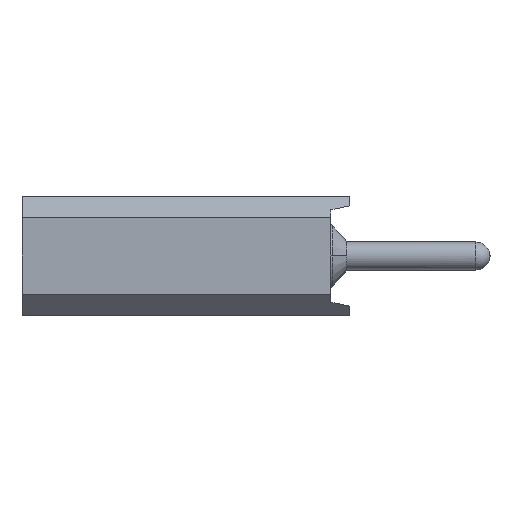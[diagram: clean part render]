
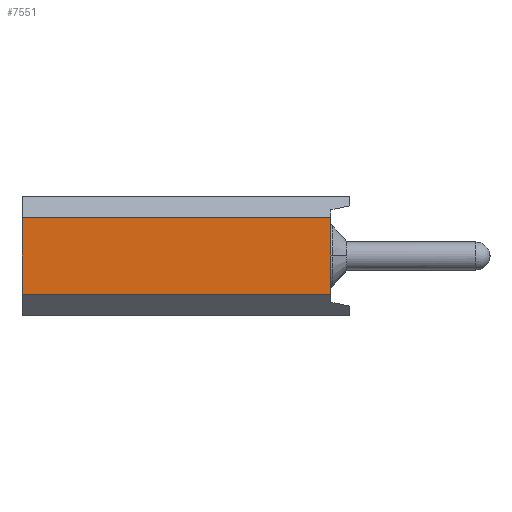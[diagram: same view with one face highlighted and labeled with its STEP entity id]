
A CAD part, left-side view. The second image highlights one B-rep face of the part: STEP entity #7551.
In plain terms, the highlighted planar face has unit normal (-1, 0, 0).
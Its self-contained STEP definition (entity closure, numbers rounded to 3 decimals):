
#4953=CARTESIAN_POINT('',(0.,7.,-2.09));
#4954=VERTEX_POINT('',#4953);
#4964=CARTESIAN_POINT('',(0.,7.,-0.45));
#4965=VERTEX_POINT('',#4964);
#4966=CARTESIAN_POINT('',(0.,7.,-0.45));
#4967=CARTESIAN_POINT('',(0.,7.,-0.778));
#4968=CARTESIAN_POINT('',(0.,7.,-1.106));
#4969=CARTESIAN_POINT('',(0.,7.,-1.434));
#4970=CARTESIAN_POINT('',(0.,7.,-1.762));
#4971=CARTESIAN_POINT('',(0.,7.,-2.09));
#4972=B_SPLINE_CURVE_WITH_KNOTS('',5,(#4966,#4967,#4968,#4969,#4970,#4971),.UNSPECIFIED.,.F.,.U.,(6,6),(0.,1.64),.UNSPECIFIED.);
#4973=EDGE_CURVE('',#4965,#4954,#4972,.T.);
#7488=CARTESIAN_POINT('',(0.,0.4,-2.09));
#7489=VERTEX_POINT('',#7488);
#7499=CARTESIAN_POINT('',(0.,0.4,-2.09));
#7500=CARTESIAN_POINT('',(0.,1.72,-2.09));
#7501=CARTESIAN_POINT('',(0.,3.04,-2.09));
#7502=CARTESIAN_POINT('',(0.,4.36,-2.09));
#7503=CARTESIAN_POINT('',(0.,5.68,-2.09));
#7504=CARTESIAN_POINT('',(0.,7.,-2.09));
#7505=B_SPLINE_CURVE_WITH_KNOTS('',5,(#7499,#7500,#7501,#7502,#7503,#7504),.UNSPECIFIED.,.F.,.U.,(6,6),(0.,6.6),.UNSPECIFIED.);
#7506=EDGE_CURVE('',#7489,#4954,#7505,.T.);
#7522=CARTESIAN_POINT('',(0.,3.7,-1.27));
#7523=DIRECTION('',(0.,0.,1.));
#7524=DIRECTION('',(-1.,0.,0.));
#7525=AXIS2_PLACEMENT_3D('',#7522,#7524,#7523);
#7526=PLANE('',#7525);
#7527=ORIENTED_EDGE('',*,*,#4973,.T.);
#7528=ORIENTED_EDGE('',*,*,#7506,.F.);
#7529=CARTESIAN_POINT('',(0.,0.4,-0.45));
#7530=VERTEX_POINT('',#7529);
#7531=CARTESIAN_POINT('',(0.,0.4,-2.09));
#7532=CARTESIAN_POINT('',(0.,0.4,-1.762));
#7533=CARTESIAN_POINT('',(0.,0.4,-1.434));
#7534=CARTESIAN_POINT('',(0.,0.4,-1.106));
#7535=CARTESIAN_POINT('',(0.,0.4,-0.778));
#7536=CARTESIAN_POINT('',(0.,0.4,-0.45));
#7537=B_SPLINE_CURVE_WITH_KNOTS('',5,(#7531,#7532,#7533,#7534,#7535,#7536),.UNSPECIFIED.,.F.,.U.,(6,6),(0.,1.64),.UNSPECIFIED.);
#7538=EDGE_CURVE('',#7489,#7530,#7537,.T.);
#7539=ORIENTED_EDGE('',*,*,#7538,.T.);
#7540=CARTESIAN_POINT('',(0.,0.4,-0.45));
#7541=CARTESIAN_POINT('',(0.,1.72,-0.45));
#7542=CARTESIAN_POINT('',(0.,3.04,-0.45));
#7543=CARTESIAN_POINT('',(0.,4.36,-0.45));
#7544=CARTESIAN_POINT('',(0.,5.68,-0.45));
#7545=CARTESIAN_POINT('',(0.,7.,-0.45));
#7546=B_SPLINE_CURVE_WITH_KNOTS('',5,(#7540,#7541,#7542,#7543,#7544,#7545),.UNSPECIFIED.,.F.,.U.,(6,6),(0.,6.6),.UNSPECIFIED.);
#7547=EDGE_CURVE('',#7530,#4965,#7546,.T.);
#7548=ORIENTED_EDGE('',*,*,#7547,.T.);
#7549=EDGE_LOOP('',(#7527,#7528,#7539,#7548));
#7550=FACE_OUTER_BOUND('',#7549,.T.);
#7551=ADVANCED_FACE('',(#7550),#7526,.T.);
